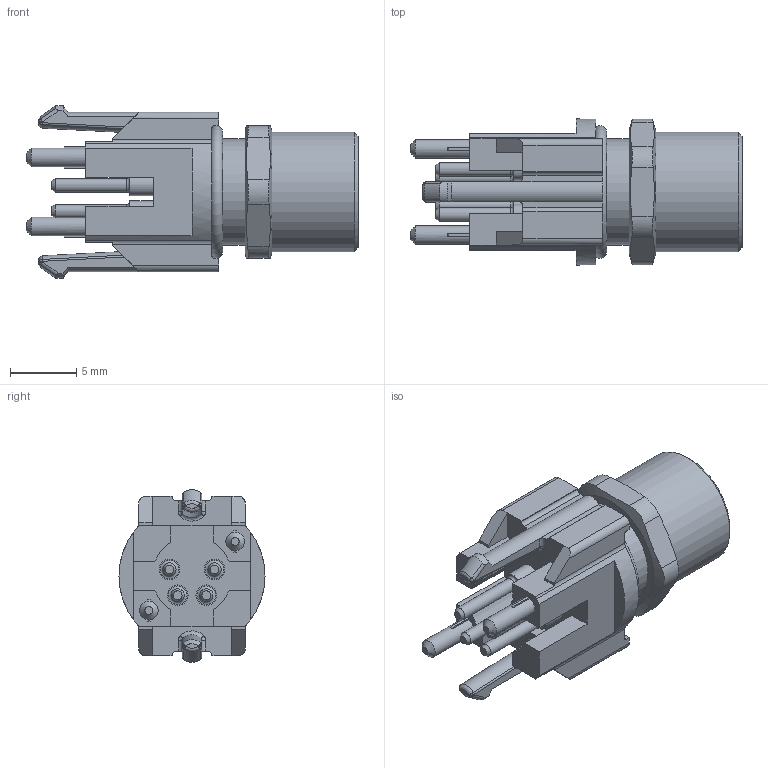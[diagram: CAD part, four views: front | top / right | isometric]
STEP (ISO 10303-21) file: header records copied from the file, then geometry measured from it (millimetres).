
FILE_DESCRIPTION(/* description */ (''),/* implementation_level */ '2;1');
FILE_NAME(/* name */ '99_3390_280_04_001_00.stp',/* time_stamp */ '2014-06-26T07:52:52+02:00',/* author */ (''),/* organization */ (''),/* preprocessor_version */ 'ST-DEVELOPER v14',/* originating_system */ 'SIEMENS PLM Software NX 8.0',/* authorisation */ '');
FILE_SCHEMA (('AUTOMOTIVE_DESIGN { 1 0 10303 214 3 1 1 1 }'));
Length unit declared in the file: millimetre
Products named in the file (1): sach14D8C00Frgxm
Bounding box: 25 x 11 x 13 mm (x, y, z)
Volume: 1386.5 mm3; surface area: 1591.9 mm2
Topology: 3 solids, 3 shells, 218 faces, 533 edges, 332 vertices
Faces by surface type: plane 105, cylinder 64, bspline 18, cone 14, torus 7, extrusion 6, sphere 4
Full cylindrical faces by diameter (mm): 1 x4, 1.05 x4, 1.4 x2, 1.55 x4, 5.65 x1, 6.917 x1, 8 x1, 9 x1
Entity records: 6774 total; most frequent: CARTESIAN_POINT 1869, DIRECTION 988, ORIENTED_EDGE 966, EDGE_CURVE 483, AXIS2_PLACEMENT_3D 356, VERTEX_POINT 327, VECTOR 276, EDGE_LOOP 272
